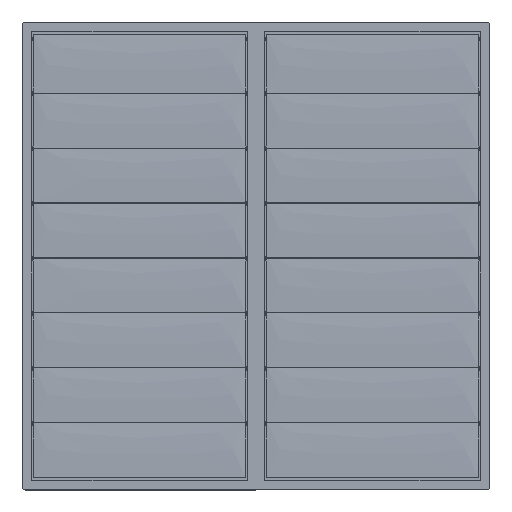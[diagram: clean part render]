
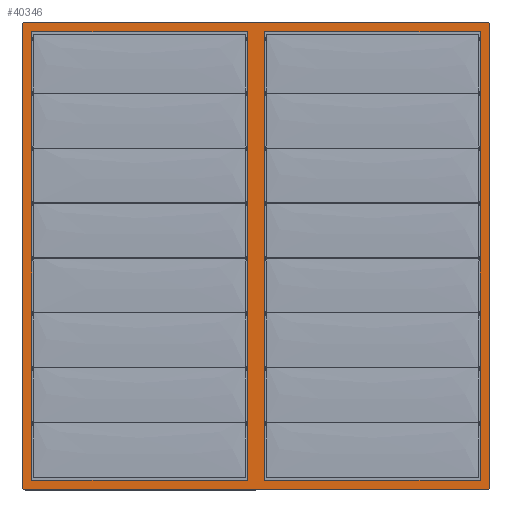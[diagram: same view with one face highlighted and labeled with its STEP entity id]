
A CAD part, top view. The second image highlights one B-rep face of the part: STEP entity #40346.
In plain terms, the highlighted planar face has unit normal (0, 0, 1).
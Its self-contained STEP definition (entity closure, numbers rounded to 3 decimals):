
#118 = ORIENTED_EDGE ( 'NONE', *, *, #11803, .T. ) ;
#283 = CARTESIAN_POINT ( 'NONE',  ( -12.5, 333.5, 30. ) ) ;
#294 = VECTOR ( 'NONE', #20386, 1000. ) ;
#1642 = FACE_OUTER_BOUND ( 'NONE', #28838, .T. ) ;
#1700 = LINE ( 'NONE', #9011, #13483 ) ;
#2206 = CIRCLE ( 'NONE', #44344, 5. ) ;
#2794 = DIRECTION ( 'NONE',  ( 0., -1., 0. ) ) ;
#2805 = VERTEX_POINT ( 'NONE', #45939 ) ;
#3079 = DIRECTION ( 'NONE',  ( 0., -1., 0. ) ) ;
#3231 = VECTOR ( 'NONE', #10945, 1000. ) ;
#3242 = CARTESIAN_POINT ( 'NONE',  ( 0., 0., 30. ) ) ;
#3494 = ORIENTED_EDGE ( 'NONE', *, *, #31076, .F. ) ;
#3664 = VECTOR ( 'NONE', #13513, 1000. ) ;
#3792 = ORIENTED_EDGE ( 'NONE', *, *, #17875, .F. ) ;
#4348 = VECTOR ( 'NONE', #23224, 1000. ) ;
#4352 = ORIENTED_EDGE ( 'NONE', *, *, #40467, .T. ) ;
#5110 = DIRECTION ( 'NONE',  ( 1., 0., 0. ) ) ;
#5203 = CARTESIAN_POINT ( 'NONE',  ( -333.5, -333.5, 30. ) ) ;
#5364 = EDGE_CURVE ( 'NONE', #38810, #39253, #31441, .T. ) ;
#6071 = EDGE_CURVE ( 'NONE', #37749, #42228, #31009, .T. ) ;
#6407 = DIRECTION ( 'NONE',  ( 0., 0., 1. ) ) ;
#6419 = EDGE_CURVE ( 'NONE', #17006, #31559, #28522, .T. ) ;
#6723 = EDGE_CURVE ( 'NONE', #20875, #40983, #13854, .T. ) ;
#6879 = VECTOR ( 'NONE', #5110, 1000. ) ;
#7019 = DIRECTION ( 'NONE',  ( 0., 0., 1. ) ) ;
#8969 = DIRECTION ( 'NONE',  ( 0., -1., 0. ) ) ;
#9011 = CARTESIAN_POINT ( 'NONE',  ( 333.5, -333.5, 30. ) ) ;
#9201 = VERTEX_POINT ( 'NONE', #38383 ) ;
#10945 = DIRECTION ( 'NONE',  ( 0., -1., 0. ) ) ;
#11016 = LINE ( 'NONE', #37429, #6879 ) ;
#11499 = CARTESIAN_POINT ( 'NONE',  ( 343., 343., 30. ) ) ;
#11802 = LINE ( 'NONE', #26143, #11818 ) ;
#11803 = EDGE_CURVE ( 'NONE', #20835, #41609, #11016, .T. ) ;
#11818 = VECTOR ( 'NONE', #33713, 1000. ) ;
#12972 = LINE ( 'NONE', #41731, #23191 ) ;
#13423 = AXIS2_PLACEMENT_3D ( 'NONE', #34902, #23568, #8969 ) ;
#13483 = VECTOR ( 'NONE', #26196, 1000. ) ;
#13513 = DIRECTION ( 'NONE',  ( 1., 0., 0. ) ) ;
#13593 = CARTESIAN_POINT ( 'NONE',  ( 333.5, 333.5, 30. ) ) ;
#13854 = LINE ( 'NONE', #14065, #37241 ) ;
#13992 = EDGE_CURVE ( 'NONE', #25761, #24134, #11802, .T. ) ;
#14065 = CARTESIAN_POINT ( 'NONE',  ( 348., 348., 30. ) ) ;
#14173 = ORIENTED_EDGE ( 'NONE', *, *, #31255, .T. ) ;
#14836 = LINE ( 'NONE', #283, #22800 ) ;
#15414 = ORIENTED_EDGE ( 'NONE', *, *, #26744, .F. ) ;
#15654 = CIRCLE ( 'NONE', #13423, 5. ) ;
#15742 = ORIENTED_EDGE ( 'NONE', *, *, #17824, .T. ) ;
#15973 = PLANE ( 'NONE',  #26371 ) ;
#16747 = DIRECTION ( 'NONE',  ( 0., -1., 0. ) ) ;
#16818 = LINE ( 'NONE', #17037, #294 ) ;
#17006 = VERTEX_POINT ( 'NONE', #17179 ) ;
#17037 = CARTESIAN_POINT ( 'NONE',  ( -333.5, -333.5, 30. ) ) ;
#17179 = CARTESIAN_POINT ( 'NONE',  ( -333.5, 333.5, 30. ) ) ;
#17824 = EDGE_CURVE ( 'NONE', #34531, #20835, #15654, .T. ) ;
#17875 = EDGE_CURVE ( 'NONE', #2805, #9201, #12972, .T. ) ;
#18415 = EDGE_CURVE ( 'NONE', #24563, #34531, #23472, .T. ) ;
#18930 = EDGE_LOOP ( 'NONE', ( #33038, #44552, #24518, #3494 ) ) ;
#20386 = DIRECTION ( 'NONE',  ( 1., 0., 0. ) ) ;
#20698 = VECTOR ( 'NONE', #32105, 1000. ) ;
#20803 = CARTESIAN_POINT ( 'NONE',  ( 348., 343., 30. ) ) ;
#20835 = VERTEX_POINT ( 'NONE', #29845 ) ;
#20843 = ORIENTED_EDGE ( 'NONE', *, *, #13992, .T. ) ;
#20875 = VERTEX_POINT ( 'NONE', #29615 ) ;
#21514 = CARTESIAN_POINT ( 'NONE',  ( 12.5, 333.5, 30. ) ) ;
#21834 = DIRECTION ( 'NONE',  ( 0., -1., 0. ) ) ;
#21908 = ORIENTED_EDGE ( 'NONE', *, *, #18415, .T. ) ;
#22800 = VECTOR ( 'NONE', #35908, 1000. ) ;
#22999 = VECTOR ( 'NONE', #36637, 1000. ) ;
#23191 = VECTOR ( 'NONE', #30447, 1000. ) ;
#23224 = DIRECTION ( 'NONE',  ( 0., -1., 0. ) ) ;
#23472 = LINE ( 'NONE', #40723, #4348 ) ;
#23541 = ORIENTED_EDGE ( 'NONE', *, *, #24354, .T. ) ;
#23568 = DIRECTION ( 'NONE',  ( 0., 0., 1. ) ) ;
#24134 = VERTEX_POINT ( 'NONE', #20803 ) ;
#24259 = EDGE_CURVE ( 'NONE', #39253, #37749, #1700, .T. ) ;
#24354 = EDGE_CURVE ( 'NONE', #41609, #25761, #2206, .T. ) ;
#24518 = ORIENTED_EDGE ( 'NONE', *, *, #5364, .F. ) ;
#24563 = VERTEX_POINT ( 'NONE', #40572 ) ;
#25042 = CARTESIAN_POINT ( 'NONE',  ( 333.5, 333.5, 30. ) ) ;
#25254 = ORIENTED_EDGE ( 'NONE', *, *, #26494, .F. ) ;
#25761 = VERTEX_POINT ( 'NONE', #36701 ) ;
#26143 = CARTESIAN_POINT ( 'NONE',  ( 348., -348., 30. ) ) ;
#26196 = DIRECTION ( 'NONE',  ( 0., 1., 0. ) ) ;
#26371 = AXIS2_PLACEMENT_3D ( 'NONE', #3242, #7019, #2794 ) ;
#26494 = EDGE_CURVE ( 'NONE', #31559, #2805, #16818, .T. ) ;
#26744 = EDGE_CURVE ( 'NONE', #9201, #17006, #14836, .T. ) ;
#27196 = CARTESIAN_POINT ( 'NONE',  ( 12.5, -333.5, 30. ) ) ;
#27999 = ORIENTED_EDGE ( 'NONE', *, *, #6723, .T. ) ;
#28462 = DIRECTION ( 'NONE',  ( -1., 0., 0. ) ) ;
#28509 = CARTESIAN_POINT ( 'NONE',  ( -343., 348., 30. ) ) ;
#28522 = LINE ( 'NONE', #40106, #20698 ) ;
#28838 = EDGE_LOOP ( 'NONE', ( #21908, #15742, #118, #23541, #20843, #4352, #27999, #14173 ) ) ;
#29615 = CARTESIAN_POINT ( 'NONE',  ( 343., 348., 30. ) ) ;
#29845 = CARTESIAN_POINT ( 'NONE',  ( -343., -348., 30. ) ) ;
#30133 = CARTESIAN_POINT ( 'NONE',  ( 12.5, 333.5, 30. ) ) ;
#30176 = CIRCLE ( 'NONE', #33946, 5. ) ;
#30447 = DIRECTION ( 'NONE',  ( 0., 1., 0. ) ) ;
#31009 = LINE ( 'NONE', #25042, #22999 ) ;
#31076 = EDGE_CURVE ( 'NONE', #42228, #38810, #36417, .T. ) ;
#31255 = EDGE_CURVE ( 'NONE', #40983, #24563, #39432, .T. ) ;
#31441 = LINE ( 'NONE', #45793, #3664 ) ;
#31559 = VERTEX_POINT ( 'NONE', #5203 ) ;
#32105 = DIRECTION ( 'NONE',  ( 0., -1., 0. ) ) ;
#33038 = ORIENTED_EDGE ( 'NONE', *, *, #6071, .F. ) ;
#33713 = DIRECTION ( 'NONE',  ( 0., 1., 0. ) ) ;
#33946 = AXIS2_PLACEMENT_3D ( 'NONE', #11499, #36274, #21834 ) ;
#34271 = CARTESIAN_POINT ( 'NONE',  ( -343., 343., 30. ) ) ;
#34531 = VERTEX_POINT ( 'NONE', #39904 ) ;
#34902 = CARTESIAN_POINT ( 'NONE',  ( -343., -343., 30. ) ) ;
#35414 = ORIENTED_EDGE ( 'NONE', *, *, #6419, .F. ) ;
#35681 = AXIS2_PLACEMENT_3D ( 'NONE', #34271, #6407, #16747 ) ;
#35763 = CARTESIAN_POINT ( 'NONE',  ( 343., -348., 30. ) ) ;
#35908 = DIRECTION ( 'NONE',  ( -1., 0., 0. ) ) ;
#36223 = EDGE_LOOP ( 'NONE', ( #15414, #3792, #25254, #35414 ) ) ;
#36274 = DIRECTION ( 'NONE',  ( 0., 0., 1. ) ) ;
#36417 = LINE ( 'NONE', #21514, #3231 ) ;
#36637 = DIRECTION ( 'NONE',  ( -1., 0., 0. ) ) ;
#36701 = CARTESIAN_POINT ( 'NONE',  ( 348., -343., 30. ) ) ;
#37241 = VECTOR ( 'NONE', #28462, 1000. ) ;
#37429 = CARTESIAN_POINT ( 'NONE',  ( 348., -348., 30. ) ) ;
#37731 = FACE_BOUND ( 'NONE', #18930, .T. ) ;
#37749 = VERTEX_POINT ( 'NONE', #13593 ) ;
#38383 = CARTESIAN_POINT ( 'NONE',  ( -12.5, 333.5, 30. ) ) ;
#38683 = CARTESIAN_POINT ( 'NONE',  ( 343., -343., 30. ) ) ;
#38810 = VERTEX_POINT ( 'NONE', #27196 ) ;
#39253 = VERTEX_POINT ( 'NONE', #40970 ) ;
#39432 = CIRCLE ( 'NONE', #35681, 5. ) ;
#39904 = CARTESIAN_POINT ( 'NONE',  ( -348., -343., 30. ) ) ;
#40106 = CARTESIAN_POINT ( 'NONE',  ( -333.5, 333.5, 30. ) ) ;
#40346 = ADVANCED_FACE ( 'NONE', ( #41241, #37731, #1642 ), #15973, .T. ) ;
#40467 = EDGE_CURVE ( 'NONE', #24134, #20875, #30176, .T. ) ;
#40572 = CARTESIAN_POINT ( 'NONE',  ( -348., 343., 30. ) ) ;
#40723 = CARTESIAN_POINT ( 'NONE',  ( -348., -348., 30. ) ) ;
#40970 = CARTESIAN_POINT ( 'NONE',  ( 333.5, -333.5, 30. ) ) ;
#40983 = VERTEX_POINT ( 'NONE', #28509 ) ;
#41241 = FACE_BOUND ( 'NONE', #36223, .T. ) ;
#41609 = VERTEX_POINT ( 'NONE', #35763 ) ;
#41731 = CARTESIAN_POINT ( 'NONE',  ( -12.5, -333.5, 30. ) ) ;
#42228 = VERTEX_POINT ( 'NONE', #30133 ) ;
#44344 = AXIS2_PLACEMENT_3D ( 'NONE', #38683, #45505, #3079 ) ;
#44552 = ORIENTED_EDGE ( 'NONE', *, *, #24259, .F. ) ;
#45505 = DIRECTION ( 'NONE',  ( 0., 0., 1. ) ) ;
#45793 = CARTESIAN_POINT ( 'NONE',  ( 12.5, -333.5, 30. ) ) ;
#45939 = CARTESIAN_POINT ( 'NONE',  ( -12.5, -333.5, 30. ) ) ;
